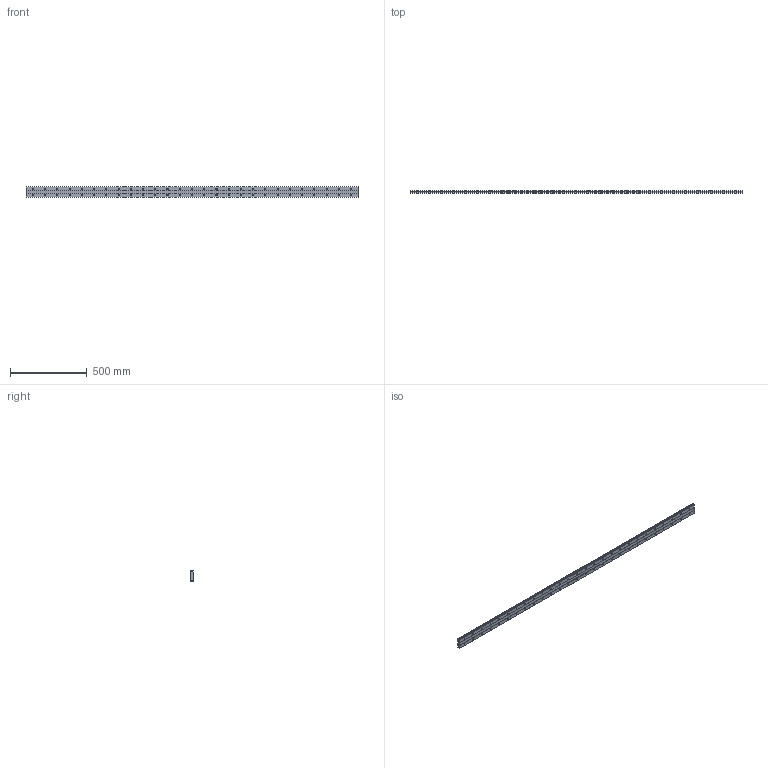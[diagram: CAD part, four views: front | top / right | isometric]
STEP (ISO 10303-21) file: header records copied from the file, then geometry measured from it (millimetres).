
FILE_DESCRIPTION (( 'STEP AP214' ), '1' );
FILE_NAME ('HRW35CA1SS-2170L_G45_0_B-M6F_1031-7_0_0_0_1.STEP', '2021-07-07T09:28:50', ( '' ), ( '' ), 'SwSTEP 2.0', 'SolidWorks 2021', '' );
FILE_SCHEMA (( 'AUTOMOTIVE_DESIGN' ));
Length unit declared in the file: millimetre
Products named in the file (2): _HRW35CA217045 Track; HRW35CA1SS-2170L_G45_0_B-M6F_1031-7_0_0_0_1
Assembly tree (1 placements, depth 2):
  HRW35CA1SS-2170L_G45_0_B-M6F_1031-7_0_0_0_1
    _HRW35CA217045 Track
Bounding box: 2170 x 19 x 69 mm (x, y, z)
Volume: 2533416.2 mm3; surface area: 422849.4 mm2
Topology: 1 solids, 1 shells, 302 faces, 738 edges, 492 vertices
Faces by surface type: cylinder 220, plane 82
Entity records: 9404 total; most frequent: DIRECTION 1790, CARTESIAN_POINT 1536, ORIENTED_EDGE 1476, AXIS2_PLACEMENT_3D 746, EDGE_CURVE 738, VERTEX_POINT 492, EDGE_LOOP 464, CIRCLE 440
